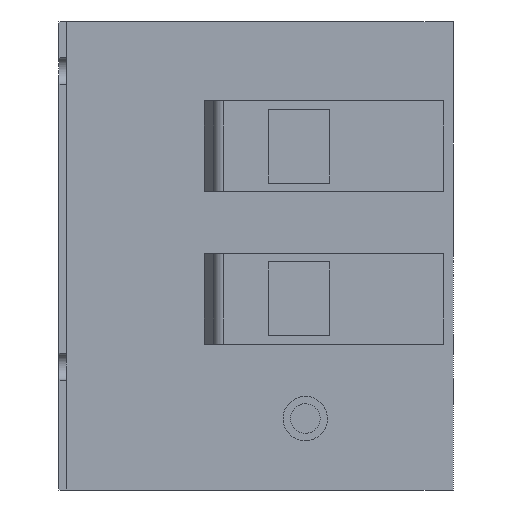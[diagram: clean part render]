
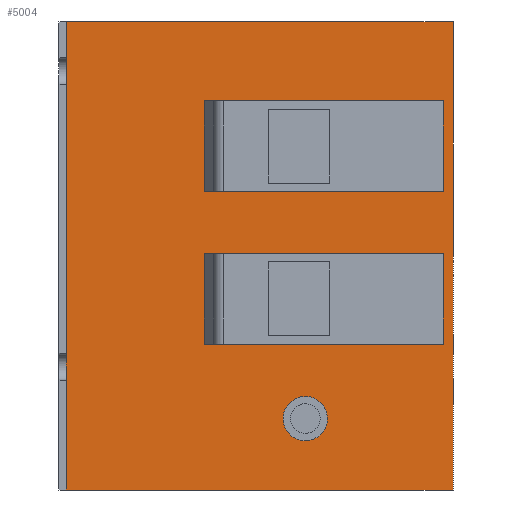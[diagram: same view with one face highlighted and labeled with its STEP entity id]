
A CAD part, left-side view. The second image highlights one B-rep face of the part: STEP entity #5004.
In plain terms, the highlighted free-form (B-spline) face has degree [1, 1] with [2, 2] control points.
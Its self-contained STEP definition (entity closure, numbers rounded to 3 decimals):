
#82 = VERTEX_POINT('',#83);
#83 = CARTESIAN_POINT('',(-105.193,37.127,-35.27
    ));
#88 = EDGE_CURVE('',#82,#89,#91,.T.);
#89 = VERTEX_POINT('',#90);
#90 = CARTESIAN_POINT('',(-105.193,37.127,-46.408
    ));
#91 = ( BOUNDED_CURVE() B_SPLINE_CURVE(2,(#92,#93,#94,#95,#96),
.UNSPECIFIED.,.F.,.F.) B_SPLINE_CURVE_WITH_KNOTS((3,2,3),(3.142,
4.712,6.283),.PIECEWISE_BEZIER_KNOTS.) CURVE() 
GEOMETRIC_REPRESENTATION_ITEM() RATIONAL_B_SPLINE_CURVE((1.,
0.707,1.,0.707,1.)) REPRESENTATION_ITEM('') );
#92 = CARTESIAN_POINT('',(-105.193,37.127,-35.27
    ));
#93 = CARTESIAN_POINT('',(-105.193,42.696,-35.27
    ));
#94 = CARTESIAN_POINT('',(-105.193,42.696,-40.839
    ));
#95 = CARTESIAN_POINT('',(-105.193,42.696,-46.408
    ));
#96 = CARTESIAN_POINT('',(-105.193,37.127,-46.408
    ));
#2019 = VERTEX_POINT('',#2020);
#2020 = CARTESIAN_POINT('',(-105.193,0.,58.784));
#2025 = EDGE_CURVE('',#2026,#2019,#2028,.T.);
#2026 = VERTEX_POINT('',#2027);
#2027 = CARTESIAN_POINT('',(-105.193,0.,-58.784));
#2028 = B_SPLINE_CURVE_WITH_KNOTS('',1,(#2029,#2030),.UNSPECIFIED.,.F.,
  .F.,(2,2),(0.,95.),.PIECEWISE_BEZIER_KNOTS.);
#2029 = CARTESIAN_POINT('',(-105.193,0.,-58.784));
#2030 = CARTESIAN_POINT('',(-105.193,0.,58.784));
#4831 = VERTEX_POINT('',#4832);
#4832 = CARTESIAN_POINT('',(-105.193,97.148,
    -58.784));
#4837 = EDGE_CURVE('',#4831,#4838,#4840,.T.);
#4838 = VERTEX_POINT('',#4839);
#4839 = CARTESIAN_POINT('',(-105.193,97.148,
    58.784));
#4840 = B_SPLINE_CURVE_WITH_KNOTS('',1,(#4841,#4842),.UNSPECIFIED.,.F.,
  .F.,(2,2),(0.,95.),.PIECEWISE_BEZIER_KNOTS.);
#4841 = CARTESIAN_POINT('',(-105.193,97.148,
    -58.784));
#4842 = CARTESIAN_POINT('',(-105.193,97.148,
    58.784));
#5004 = ADVANCED_FACE('',(#5005,#5016,#5046,#5076),#5090,.F.);
#5005 = FACE_BOUND('',#5006,.T.);
#5006 = EDGE_LOOP('',(#5007,#5015));
#5007 = ORIENTED_EDGE('',*,*,#5008,.F.);
#5008 = EDGE_CURVE('',#89,#82,#5009,.T.);
#5009 = ( BOUNDED_CURVE() B_SPLINE_CURVE(2,(#5010,#5011,#5012,#5013,
#5014),.UNSPECIFIED.,.F.,.F.) B_SPLINE_CURVE_WITH_KNOTS((3,2,3),(0.,
1.571,3.142),.PIECEWISE_BEZIER_KNOTS.) CURVE() 
GEOMETRIC_REPRESENTATION_ITEM() RATIONAL_B_SPLINE_CURVE((1.,
0.707,1.,0.707,1.)) REPRESENTATION_ITEM('') );
#5010 = CARTESIAN_POINT('',(-105.193,37.127,
    -46.408));
#5011 = CARTESIAN_POINT('',(-105.193,31.558,
    -46.408));
#5012 = CARTESIAN_POINT('',(-105.193,31.558,
    -40.839));
#5013 = CARTESIAN_POINT('',(-105.193,31.558,
    -35.27));
#5014 = CARTESIAN_POINT('',(-105.193,37.127,
    -35.27));
#5015 = ORIENTED_EDGE('',*,*,#88,.F.);
#5016 = FACE_BOUND('',#5017,.T.);
#5017 = EDGE_LOOP('',(#5018,#5027,#5034,#5041));
#5018 = ORIENTED_EDGE('',*,*,#5019,.T.);
#5019 = EDGE_CURVE('',#5020,#5022,#5024,.T.);
#5020 = VERTEX_POINT('',#5021);
#5021 = CARTESIAN_POINT('',(-105.193,62.497,
    16.212));
#5022 = VERTEX_POINT('',#5023);
#5023 = CARTESIAN_POINT('',(-105.193,62.497,
    38.983));
#5024 = B_SPLINE_CURVE_WITH_KNOTS('',1,(#5025,#5026),.UNSPECIFIED.,.F.,
  .F.,(2,2),(0.,18.4),.PIECEWISE_BEZIER_KNOTS.);
#5025 = CARTESIAN_POINT('',(-105.193,62.497,
    16.212));
#5026 = CARTESIAN_POINT('',(-105.193,62.497,
    38.983));
#5027 = ORIENTED_EDGE('',*,*,#5028,.T.);
#5028 = EDGE_CURVE('',#5022,#5029,#5031,.T.);
#5029 = VERTEX_POINT('',#5030);
#5030 = CARTESIAN_POINT('',(-105.193,2.475,
    38.983));
#5031 = B_SPLINE_CURVE_WITH_KNOTS('',1,(#5032,#5033),.UNSPECIFIED.,.F.,
  .F.,(2,2),(0.,48.5),.PIECEWISE_BEZIER_KNOTS.);
#5032 = CARTESIAN_POINT('',(-105.193,62.497,
    38.983));
#5033 = CARTESIAN_POINT('',(-105.193,2.475,
    38.983));
#5034 = ORIENTED_EDGE('',*,*,#5035,.F.);
#5035 = EDGE_CURVE('',#5036,#5029,#5038,.T.);
#5036 = VERTEX_POINT('',#5037);
#5037 = CARTESIAN_POINT('',(-105.193,2.475,
    16.212));
#5038 = B_SPLINE_CURVE_WITH_KNOTS('',1,(#5039,#5040),.UNSPECIFIED.,.F.,
  .F.,(2,2),(0.,18.4),.PIECEWISE_BEZIER_KNOTS.);
#5039 = CARTESIAN_POINT('',(-105.193,2.475,
    16.212));
#5040 = CARTESIAN_POINT('',(-105.193,2.475,
    38.983));
#5041 = ORIENTED_EDGE('',*,*,#5042,.F.);
#5042 = EDGE_CURVE('',#5020,#5036,#5043,.T.);
#5043 = B_SPLINE_CURVE_WITH_KNOTS('',1,(#5044,#5045),.UNSPECIFIED.,.F.,
  .F.,(2,2),(0.,48.5),.PIECEWISE_BEZIER_KNOTS.);
#5044 = CARTESIAN_POINT('',(-105.193,62.497,
    16.212));
#5045 = CARTESIAN_POINT('',(-105.193,2.475,
    16.212));
#5046 = FACE_BOUND('',#5047,.T.);
#5047 = EDGE_LOOP('',(#5048,#5057,#5064,#5071));
#5048 = ORIENTED_EDGE('',*,*,#5049,.T.);
#5049 = EDGE_CURVE('',#5050,#5052,#5054,.T.);
#5050 = VERTEX_POINT('',#5051);
#5051 = CARTESIAN_POINT('',(-105.193,62.497,
    -22.152));
#5052 = VERTEX_POINT('',#5053);
#5053 = CARTESIAN_POINT('',(-105.193,62.497,0.619
    ));
#5054 = B_SPLINE_CURVE_WITH_KNOTS('',1,(#5055,#5056),.UNSPECIFIED.,.F.,
  .F.,(2,2),(0.,18.4),.PIECEWISE_BEZIER_KNOTS.);
#5055 = CARTESIAN_POINT('',(-105.193,62.497,
    -22.152));
#5056 = CARTESIAN_POINT('',(-105.193,62.497,0.619
    ));
#5057 = ORIENTED_EDGE('',*,*,#5058,.T.);
#5058 = EDGE_CURVE('',#5052,#5059,#5061,.T.);
#5059 = VERTEX_POINT('',#5060);
#5060 = CARTESIAN_POINT('',(-105.193,2.475,0.619)
  );
#5061 = B_SPLINE_CURVE_WITH_KNOTS('',1,(#5062,#5063),.UNSPECIFIED.,.F.,
  .F.,(2,2),(0.,48.5),.PIECEWISE_BEZIER_KNOTS.);
#5062 = CARTESIAN_POINT('',(-105.193,62.497,0.619
    ));
#5063 = CARTESIAN_POINT('',(-105.193,2.475,0.619)
  );
#5064 = ORIENTED_EDGE('',*,*,#5065,.F.);
#5065 = EDGE_CURVE('',#5066,#5059,#5068,.T.);
#5066 = VERTEX_POINT('',#5067);
#5067 = CARTESIAN_POINT('',(-105.193,2.475,
    -22.152));
#5068 = B_SPLINE_CURVE_WITH_KNOTS('',1,(#5069,#5070),.UNSPECIFIED.,.F.,
  .F.,(2,2),(0.,18.4),.PIECEWISE_BEZIER_KNOTS.);
#5069 = CARTESIAN_POINT('',(-105.193,2.475,
    -22.152));
#5070 = CARTESIAN_POINT('',(-105.193,2.475,0.619)
  );
#5071 = ORIENTED_EDGE('',*,*,#5072,.F.);
#5072 = EDGE_CURVE('',#5050,#5066,#5073,.T.);
#5073 = B_SPLINE_CURVE_WITH_KNOTS('',1,(#5074,#5075),.UNSPECIFIED.,.F.,
  .F.,(2,2),(0.,48.5),.PIECEWISE_BEZIER_KNOTS.);
#5074 = CARTESIAN_POINT('',(-105.193,62.497,
    -22.152));
#5075 = CARTESIAN_POINT('',(-105.193,2.475,
    -22.152));
#5076 = FACE_BOUND('',#5077,.T.);
#5077 = EDGE_LOOP('',(#5078,#5083,#5084,#5089));
#5078 = ORIENTED_EDGE('',*,*,#5079,.T.);
#5079 = EDGE_CURVE('',#4831,#2026,#5080,.T.);
#5080 = B_SPLINE_CURVE_WITH_KNOTS('',1,(#5081,#5082),.UNSPECIFIED.,.F.,
  .F.,(2,2),(1.5,80.),.PIECEWISE_BEZIER_KNOTS.);
#5081 = CARTESIAN_POINT('',(-105.193,97.148,
    -58.784));
#5082 = CARTESIAN_POINT('',(-105.193,0.,-58.784));
#5083 = ORIENTED_EDGE('',*,*,#2025,.T.);
#5084 = ORIENTED_EDGE('',*,*,#5085,.F.);
#5085 = EDGE_CURVE('',#4838,#2019,#5086,.T.);
#5086 = B_SPLINE_CURVE_WITH_KNOTS('',1,(#5087,#5088),.UNSPECIFIED.,.F.,
  .F.,(2,2),(1.5,80.),.PIECEWISE_BEZIER_KNOTS.);
#5087 = CARTESIAN_POINT('',(-105.193,97.148,
    58.784));
#5088 = CARTESIAN_POINT('',(-105.193,0.,58.784));
#5089 = ORIENTED_EDGE('',*,*,#4837,.F.);
#5090 = B_SPLINE_SURFACE_WITH_KNOTS('',1,1,(
    (#5091,#5092)
    ,(#5093,#5094
    )),.UNSPECIFIED.,.F.,.F.,.F.,(2,2),(2,2),(-95.,0.),(-80.,-1.5),
  .PIECEWISE_BEZIER_KNOTS.);
#5091 = CARTESIAN_POINT('',(-105.193,0.,58.784));
#5092 = CARTESIAN_POINT('',(-105.193,97.148,
    58.784));
#5093 = CARTESIAN_POINT('',(-105.193,0.,-58.784));
#5094 = CARTESIAN_POINT('',(-105.193,97.148,
    -58.784));
